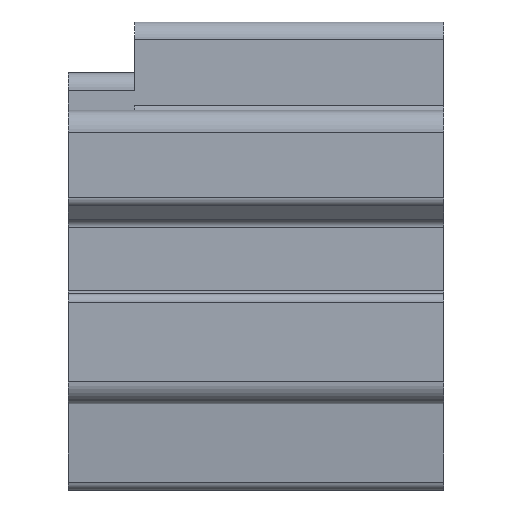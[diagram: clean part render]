
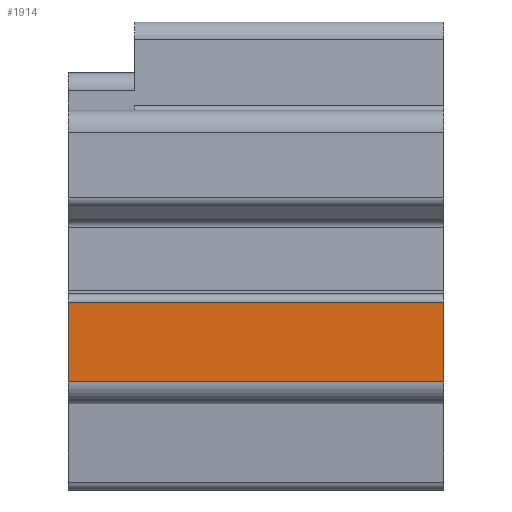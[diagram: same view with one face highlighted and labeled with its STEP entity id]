
A CAD part, left-side view. The second image highlights one B-rep face of the part: STEP entity #1914.
In plain terms, the highlighted planar face has unit normal (-1, 0, 0).
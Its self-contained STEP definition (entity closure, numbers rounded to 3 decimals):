
#115=DIRECTION('',(0.,1.,0.));
#116=VECTOR('',#115,8.5);
#117=CARTESIAN_POINT('',(-6.25,-7.,-1.057));
#118=LINE('',#117,#116);
#119=DIRECTION('',(0.,1.,0.));
#120=VECTOR('',#119,8.5);
#121=CARTESIAN_POINT('',(-6.25,-7.,-2.85));
#122=LINE('',#121,#120);
#764=DIRECTION('',(0.,0.,1.));
#765=VECTOR('',#764,1.793);
#766=CARTESIAN_POINT('',(-6.25,-7.,-2.85));
#767=LINE('',#766,#765);
#1098=DIRECTION('',(0.,0.,1.));
#1099=VECTOR('',#1098,1.793);
#1100=CARTESIAN_POINT('',(-6.25,1.5,-2.85));
#1101=LINE('',#1100,#1099);
#1337=CARTESIAN_POINT('',(-6.25,-7.,-2.85));
#1338=VERTEX_POINT('',#1337);
#1339=CARTESIAN_POINT('',(-6.25,-7.,-1.057));
#1340=VERTEX_POINT('',#1339);
#1614=CARTESIAN_POINT('',(-6.25,1.5,-2.85));
#1615=VERTEX_POINT('',#1614);
#1616=CARTESIAN_POINT('',(-6.25,1.5,-1.057));
#1617=VERTEX_POINT('',#1616);
#1900=CARTESIAN_POINT('',(-6.25,0.,-2.85));
#1901=DIRECTION('',(-1.,0.,0.));
#1902=DIRECTION('',(0.,0.,1.));
#1903=AXIS2_PLACEMENT_3D('',#1900,#1901,#1902);
#1904=PLANE('',#1903);
#1906=ORIENTED_EDGE('',*,*,#1905,.T.);
#1908=ORIENTED_EDGE('',*,*,#1907,.T.);
#1909=ORIENTED_EDGE('',*,*,#1890,.F.);
#1911=ORIENTED_EDGE('',*,*,#1910,.F.);
#1912=EDGE_LOOP('',(#1906,#1908,#1909,#1911));
#1913=FACE_OUTER_BOUND('',#1912,.F.);
#1914=ADVANCED_FACE('',(#1913),#1904,.T.);
#1890=EDGE_CURVE('',#1340,#1617,#118,.T.);
#1905=EDGE_CURVE('',#1338,#1615,#122,.T.);
#1907=EDGE_CURVE('',#1615,#1617,#1101,.T.);
#1910=EDGE_CURVE('',#1338,#1340,#767,.T.);
